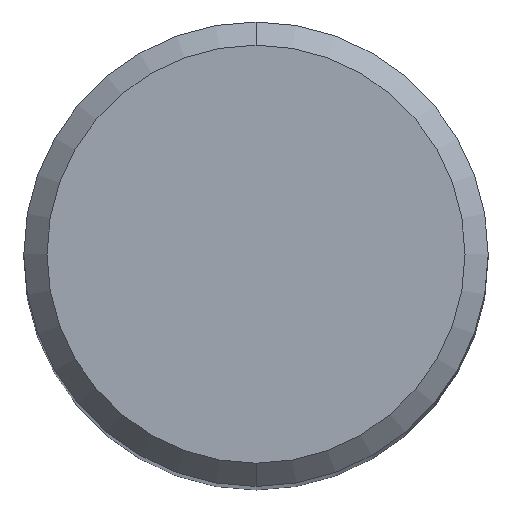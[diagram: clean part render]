
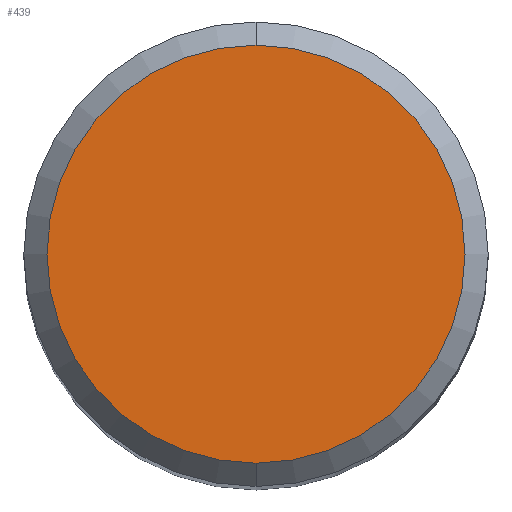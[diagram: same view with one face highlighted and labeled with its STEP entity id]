
A CAD part, top view. The second image highlights one B-rep face of the part: STEP entity #439.
In plain terms, the highlighted planar face has unit normal (0, 0, 1).
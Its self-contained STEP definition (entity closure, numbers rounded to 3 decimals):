
#371=EDGE_CURVE('',#669,#411,#1007,.T.);
#411=VERTEX_POINT('',#1049);
#439=ADVANCED_FACE('',(#1080),#1081,.T.);
#669=VERTEX_POINT('',#1331);
#719=EDGE_CURVE('',#411,#669,#1390,.T.);
#1007=CIRCLE('',#1876,5.4);
#1049=CARTESIAN_POINT('',(0.0,5.4,0.0));
#1080=FACE_OUTER_BOUND('',#2044,.T.);
#1081=PLANE('',#2045);
#1331=CARTESIAN_POINT('',(0.,-5.4,0.0));
#1390=CIRCLE('',#4779,5.4);
#1876=AXIS2_PLACEMENT_3D('',#9360,#9361,#9362);
#2044=EDGE_LOOP('',(#9440,#9441));
#2045=AXIS2_PLACEMENT_3D('',#9442,#9443,#9444);
#4779=AXIS2_PLACEMENT_3D('',#9779,#9780,#9781);
#9360=CARTESIAN_POINT('',(0.0,0.0,0.0));
#9361=DIRECTION('',(0.0,0.0,-1.0));
#9362=DIRECTION('',(0.0,1.0,0.0));
#9440=ORIENTED_EDGE('',*,*,#719,.F.);
#9441=ORIENTED_EDGE('',*,*,#371,.F.);
#9442=CARTESIAN_POINT('',(0.0,2.7,0.0));
#9443=DIRECTION('',(-0.0,0.0,1.0));
#9444=DIRECTION('',(0.0,-1.0,0.0));
#9779=CARTESIAN_POINT('',(0.0,0.0,0.0));
#9780=DIRECTION('',(0.0,0.0,-1.0));
#9781=DIRECTION('',(0.0,1.0,0.0));
